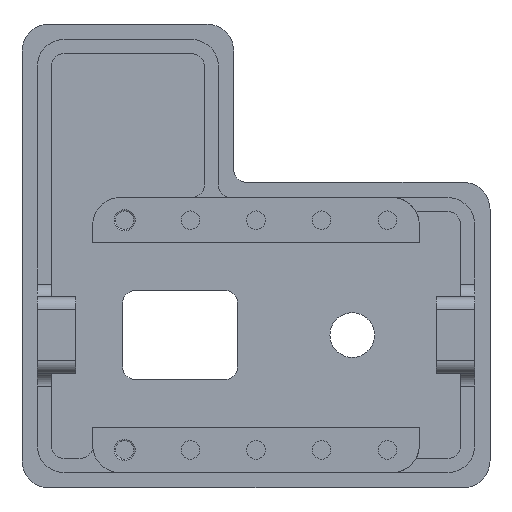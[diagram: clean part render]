
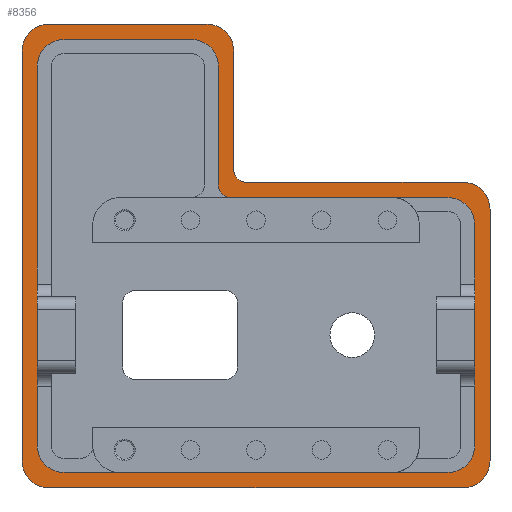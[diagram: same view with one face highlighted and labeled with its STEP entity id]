
A CAD part, front view. The second image highlights one B-rep face of the part: STEP entity #8356.
In plain terms, the highlighted planar face has unit normal (0, -1, 0).
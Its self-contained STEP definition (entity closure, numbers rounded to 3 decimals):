
#92=CIRCLE('',#8519,2.);
#93=CIRCLE('',#8522,4.2);
#94=CIRCLE('',#8525,4.2);
#116=CIRCLE('',#8558,4.2);
#119=CIRCLE('',#8563,4.2);
#120=CIRCLE('',#8566,4.2);
#121=CIRCLE('',#8567,4.2);
#122=CIRCLE('',#8568,2.);
#123=CIRCLE('',#8569,4.2);
#124=CIRCLE('',#8570,4.2);
#125=CIRCLE('',#8571,4.2);
#126=CIRCLE('',#8572,4.2);
#202=FACE_BOUND('',#1132,.T.);
#243=PLANE('',#8565);
#657=FACE_OUTER_BOUND('',#1131,.T.);
#1131=EDGE_LOOP('',(#7187,#7188,#7189,#7190,#7191,#7192,#7193,#7194,#7195,
#7196,#7197,#7198));
#1132=EDGE_LOOP('',(#7199,#7200,#7201,#7202,#7203,#7204,#7205,#7206,#7207,
#7208,#7209,#7210));
#1601=LINE('',#27771,#2167);
#1605=LINE('',#27780,#2171);
#1608=LINE('',#27788,#2174);
#1616=LINE('',#27813,#2182);
#1636=LINE('',#27886,#2202);
#1649=LINE('',#27925,#2215);
#1650=LINE('',#27928,#2216);
#1651=LINE('',#27932,#2217);
#1652=LINE('',#27939,#2218);
#1653=LINE('',#27942,#2219);
#1654=LINE('',#27946,#2220);
#1655=LINE('',#27949,#2221);
#2167=VECTOR('',#9184,10.);
#2171=VECTOR('',#9194,10.);
#2174=VECTOR('',#9203,10.);
#2182=VECTOR('',#9225,10.);
#2202=VECTOR('',#9289,10.);
#2215=VECTOR('',#9326,10.);
#2216=VECTOR('',#9329,10.);
#2217=VECTOR('',#9332,10.);
#2218=VECTOR('',#9339,10.);
#2219=VECTOR('',#9342,10.);
#2220=VECTOR('',#9345,10.);
#2221=VECTOR('',#9348,10.);
#3647=VERTEX_POINT('',#27768);
#3648=VERTEX_POINT('',#27770);
#3649=VERTEX_POINT('',#27774);
#3650=VERTEX_POINT('',#27778);
#3651=VERTEX_POINT('',#27782);
#3652=VERTEX_POINT('',#27786);
#3653=VERTEX_POINT('',#27790);
#3661=VERTEX_POINT('',#27810);
#3662=VERTEX_POINT('',#27812);
#3692=VERTEX_POINT('',#27883);
#3693=VERTEX_POINT('',#27885);
#3700=VERTEX_POINT('',#27903);
#3706=VERTEX_POINT('',#27919);
#3707=VERTEX_POINT('',#27921);
#3708=VERTEX_POINT('',#27927);
#3709=VERTEX_POINT('',#27929);
#3710=VERTEX_POINT('',#27931);
#3711=VERTEX_POINT('',#27934);
#3712=VERTEX_POINT('',#27936);
#3713=VERTEX_POINT('',#27938);
#3714=VERTEX_POINT('',#27941);
#3715=VERTEX_POINT('',#27943);
#3716=VERTEX_POINT('',#27945);
#3717=VERTEX_POINT('',#27947);
#4827=EDGE_CURVE('',#3647,#3648,#1601,.T.);
#4830=EDGE_CURVE('',#3649,#3647,#92,.T.);
#4832=EDGE_CURVE('',#3650,#3649,#1605,.T.);
#4834=EDGE_CURVE('',#3651,#3650,#93,.T.);
#4836=EDGE_CURVE('',#3652,#3651,#1608,.T.);
#4838=EDGE_CURVE('',#3653,#3652,#94,.T.);
#4847=EDGE_CURVE('',#3662,#3661,#1616,.T.);
#4883=EDGE_CURVE('',#3693,#3692,#1636,.T.);
#4893=EDGE_CURVE('',#3700,#3692,#116,.F.);
#4901=EDGE_CURVE('',#3706,#3707,#119,.T.);
#4903=EDGE_CURVE('',#3707,#3653,#1649,.T.);
#4904=EDGE_CURVE('',#3708,#3706,#1650,.T.);
#4905=EDGE_CURVE('',#3709,#3708,#120,.T.);
#4906=EDGE_CURVE('',#3710,#3709,#1651,.T.);
#4907=EDGE_CURVE('',#3648,#3710,#121,.T.);
#4908=EDGE_CURVE('',#3711,#3662,#122,.T.);
#4909=EDGE_CURVE('',#3712,#3661,#123,.F.);
#4910=EDGE_CURVE('',#3712,#3713,#1652,.T.);
#4911=EDGE_CURVE('',#3693,#3713,#124,.F.);
#4912=EDGE_CURVE('',#3700,#3714,#1653,.T.);
#4913=EDGE_CURVE('',#3715,#3714,#125,.F.);
#4914=EDGE_CURVE('',#3715,#3716,#1654,.T.);
#4915=EDGE_CURVE('',#3717,#3716,#126,.F.);
#4916=EDGE_CURVE('',#3717,#3711,#1655,.T.);
#7187=ORIENTED_EDGE('',*,*,#4901,.F.);
#7188=ORIENTED_EDGE('',*,*,#4904,.F.);
#7189=ORIENTED_EDGE('',*,*,#4905,.F.);
#7190=ORIENTED_EDGE('',*,*,#4906,.F.);
#7191=ORIENTED_EDGE('',*,*,#4907,.F.);
#7192=ORIENTED_EDGE('',*,*,#4827,.F.);
#7193=ORIENTED_EDGE('',*,*,#4830,.F.);
#7194=ORIENTED_EDGE('',*,*,#4832,.F.);
#7195=ORIENTED_EDGE('',*,*,#4834,.F.);
#7196=ORIENTED_EDGE('',*,*,#4836,.F.);
#7197=ORIENTED_EDGE('',*,*,#4838,.F.);
#7198=ORIENTED_EDGE('',*,*,#4903,.F.);
#7199=ORIENTED_EDGE('',*,*,#4908,.T.);
#7200=ORIENTED_EDGE('',*,*,#4847,.T.);
#7201=ORIENTED_EDGE('',*,*,#4909,.F.);
#7202=ORIENTED_EDGE('',*,*,#4910,.T.);
#7203=ORIENTED_EDGE('',*,*,#4911,.F.);
#7204=ORIENTED_EDGE('',*,*,#4883,.T.);
#7205=ORIENTED_EDGE('',*,*,#4893,.F.);
#7206=ORIENTED_EDGE('',*,*,#4912,.T.);
#7207=ORIENTED_EDGE('',*,*,#4913,.F.);
#7208=ORIENTED_EDGE('',*,*,#4914,.T.);
#7209=ORIENTED_EDGE('',*,*,#4915,.F.);
#7210=ORIENTED_EDGE('',*,*,#4916,.T.);
#8356=ADVANCED_FACE('',(#657,#202),#243,.F.);
#8519=AXIS2_PLACEMENT_3D('',#27776,#9189,#9190);
#8522=AXIS2_PLACEMENT_3D('',#27784,#9198,#9199);
#8525=AXIS2_PLACEMENT_3D('',#27792,#9207,#9208);
#8558=AXIS2_PLACEMENT_3D('',#27905,#9306,#9307);
#8563=AXIS2_PLACEMENT_3D('',#27922,#9321,#9322);
#8565=AXIS2_PLACEMENT_3D('',#27926,#9327,#9328);
#8566=AXIS2_PLACEMENT_3D('',#27930,#9330,#9331);
#8567=AXIS2_PLACEMENT_3D('',#27933,#9333,#9334);
#8568=AXIS2_PLACEMENT_3D('',#27935,#9335,#9336);
#8569=AXIS2_PLACEMENT_3D('',#27937,#9337,#9338);
#8570=AXIS2_PLACEMENT_3D('',#27940,#9340,#9341);
#8571=AXIS2_PLACEMENT_3D('',#27944,#9343,#9344);
#8572=AXIS2_PLACEMENT_3D('',#27948,#9346,#9347);
#9184=DIRECTION('',(1.,0.,0.));
#9189=DIRECTION('center_axis',(0.,-1.,0.));
#9190=DIRECTION('ref_axis',(-0.707,0.,-0.707));
#9194=DIRECTION('',(0.,0.,-1.));
#9198=DIRECTION('center_axis',(0.,1.,0.));
#9199=DIRECTION('ref_axis',(0.707,0.,0.707));
#9203=DIRECTION('',(1.,0.,0.));
#9207=DIRECTION('center_axis',(0.,1.,0.));
#9208=DIRECTION('ref_axis',(-0.707,0.,0.707));
#9225=DIRECTION('',(1.,0.,0.));
#9289=DIRECTION('',(-1.,0.,0.));
#9306=DIRECTION('center_axis',(0.,1.,0.));
#9307=DIRECTION('ref_axis',(-0.707,0.,-0.707));
#9321=DIRECTION('center_axis',(0.,1.,0.));
#9322=DIRECTION('ref_axis',(-0.707,0.,-0.707));
#9326=DIRECTION('',(0.,0.,1.));
#9327=DIRECTION('center_axis',(0.,1.,0.));
#9328=DIRECTION('ref_axis',(1.,0.,0.));
#9329=DIRECTION('',(-1.,0.,0.));
#9330=DIRECTION('center_axis',(0.,1.,0.));
#9331=DIRECTION('ref_axis',(0.707,0.,-0.707));
#9332=DIRECTION('',(0.,0.,-1.));
#9333=DIRECTION('center_axis',(0.,1.,0.));
#9334=DIRECTION('ref_axis',(0.707,0.,0.707));
#9335=DIRECTION('center_axis',(0.,-1.,0.));
#9336=DIRECTION('ref_axis',(-0.707,0.,-0.707));
#9337=DIRECTION('center_axis',(0.,1.,0.));
#9338=DIRECTION('ref_axis',(0.707,0.,0.707));
#9339=DIRECTION('',(0.,0.,-1.));
#9340=DIRECTION('center_axis',(0.,1.,0.));
#9341=DIRECTION('ref_axis',(0.707,0.,-0.707));
#9342=DIRECTION('',(0.,0.,1.));
#9343=DIRECTION('center_axis',(0.,1.,0.));
#9344=DIRECTION('ref_axis',(-0.707,0.,0.707));
#9345=DIRECTION('',(1.,0.,0.));
#9346=DIRECTION('center_axis',(0.,1.,0.));
#9347=DIRECTION('ref_axis',(0.707,0.,0.707));
#9348=DIRECTION('',(0.,0.,-1.));
#27768=CARTESIAN_POINT('',(-1.5,40.,20.7));
#27770=CARTESIAN_POINT('',(32.5,40.,20.7));
#27771=CARTESIAN_POINT('',(-3.5,40.,20.7));
#27774=CARTESIAN_POINT('',(-3.5,40.,22.7));
#27776=CARTESIAN_POINT('Origin',(-1.5,40.,22.7));
#27778=CARTESIAN_POINT('',(-3.5,40.,41.3));
#27780=CARTESIAN_POINT('',(-3.5,40.,45.5));
#27782=CARTESIAN_POINT('',(-7.7,40.,45.5));
#27784=CARTESIAN_POINT('Origin',(-7.7,40.,41.3));
#27786=CARTESIAN_POINT('',(-32.5,40.,45.5));
#27788=CARTESIAN_POINT('',(-36.7,40.,45.5));
#27790=CARTESIAN_POINT('',(-36.7,40.,41.3));
#27792=CARTESIAN_POINT('Origin',(-32.5,40.,41.3));
#27810=CARTESIAN_POINT('',(30.1,40.,18.3));
#27812=CARTESIAN_POINT('',(-3.9,40.,18.3));
#27813=CARTESIAN_POINT('',(17.15,40.,18.3));
#27883=CARTESIAN_POINT('',(-30.1,40.,-24.8));
#27885=CARTESIAN_POINT('',(30.1,40.,-24.8));
#27886=CARTESIAN_POINT('',(-17.15,40.,-24.8));
#27903=CARTESIAN_POINT('',(-34.3,40.,-20.6));
#27905=CARTESIAN_POINT('Origin',(-30.1,40.,-20.6));
#27919=CARTESIAN_POINT('',(-32.5,40.,-27.2));
#27921=CARTESIAN_POINT('',(-36.7,40.,-23.));
#27922=CARTESIAN_POINT('Origin',(-32.5,40.,-23.));
#27925=CARTESIAN_POINT('',(-36.7,40.,-27.2));
#27926=CARTESIAN_POINT('Origin',(0.,40.,9.15));
#27927=CARTESIAN_POINT('',(32.5,40.,-27.2));
#27928=CARTESIAN_POINT('',(36.7,40.,-27.2));
#27929=CARTESIAN_POINT('',(36.7,40.,-23.));
#27930=CARTESIAN_POINT('Origin',(32.5,40.,-23.));
#27931=CARTESIAN_POINT('',(36.7,40.,16.5));
#27932=CARTESIAN_POINT('',(36.7,40.,20.7));
#27933=CARTESIAN_POINT('Origin',(32.5,40.,16.5));
#27934=CARTESIAN_POINT('',(-5.9,40.,20.3));
#27935=CARTESIAN_POINT('Origin',(-3.9,40.,20.3));
#27936=CARTESIAN_POINT('',(34.3,40.,14.1));
#27937=CARTESIAN_POINT('Origin',(30.1,40.,14.1));
#27938=CARTESIAN_POINT('',(34.3,40.,-20.6));
#27939=CARTESIAN_POINT('',(34.3,40.,-7.825));
#27940=CARTESIAN_POINT('Origin',(30.1,40.,-20.6));
#27941=CARTESIAN_POINT('',(-34.3,40.,38.9));
#27942=CARTESIAN_POINT('',(-34.3,40.,26.125));
#27943=CARTESIAN_POINT('',(-30.1,40.,43.1));
#27944=CARTESIAN_POINT('Origin',(-30.1,40.,38.9));
#27945=CARTESIAN_POINT('',(-10.1,40.,43.1));
#27946=CARTESIAN_POINT('',(-2.95,40.,43.1));
#27947=CARTESIAN_POINT('',(-5.9,40.,38.9));
#27948=CARTESIAN_POINT('Origin',(-10.1,40.,38.9));
#27949=CARTESIAN_POINT('',(-5.9,40.,13.725));
